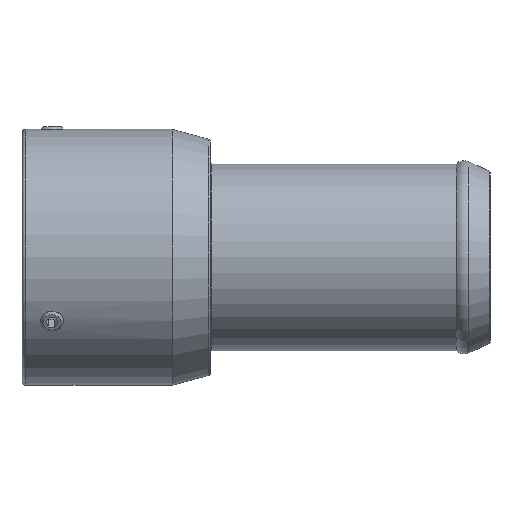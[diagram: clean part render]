
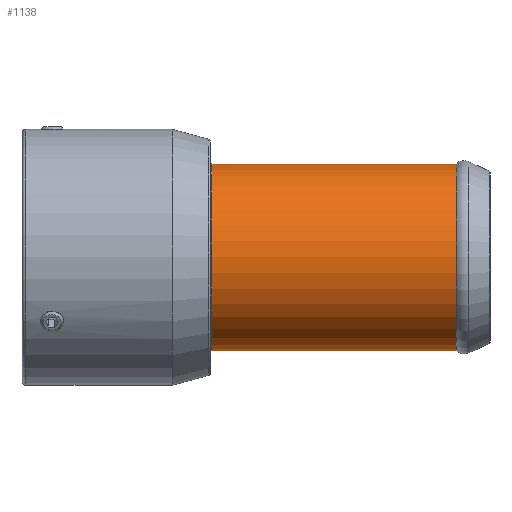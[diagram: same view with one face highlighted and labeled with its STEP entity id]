
A CAD part, top view. The second image highlights one B-rep face of the part: STEP entity #1138.
In plain terms, the highlighted cylindrical face has radius 12.4 mm (diameter 24.8 mm), a full revolution.
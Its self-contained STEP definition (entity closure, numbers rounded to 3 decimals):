
#153=LINE('',#2184,#213);
#213=VECTOR('',#1597,12.4);
#225=CYLINDRICAL_SURFACE('',#1284,12.4);
#281=FACE_OUTER_BOUND('',#351,.T.);
#351=EDGE_LOOP('',(#997,#998,#999,#1000,#1001,#1002,#1003));
#376=CIRCLE('',#1221,12.4);
#377=CIRCLE('',#1222,12.4);
#419=CIRCLE('',#1280,12.4);
#421=CIRCLE('',#1282,12.4);
#422=CIRCLE('',#1283,12.4);
#497=VERTEX_POINT('',#2071);
#498=VERTEX_POINT('',#2073);
#535=VERTEX_POINT('',#2176);
#536=VERTEX_POINT('',#2177);
#537=VERTEX_POINT('',#2180);
#641=EDGE_CURVE('',#498,#497,#376,.T.);
#642=EDGE_CURVE('',#497,#498,#377,.T.);
#691=EDGE_CURVE('',#535,#536,#419,.T.);
#693=EDGE_CURVE('',#536,#537,#421,.T.);
#694=EDGE_CURVE('',#537,#535,#422,.T.);
#695=EDGE_CURVE('',#537,#497,#153,.T.);
#997=ORIENTED_EDGE('',*,*,#691,.F.);
#998=ORIENTED_EDGE('',*,*,#694,.F.);
#999=ORIENTED_EDGE('',*,*,#695,.T.);
#1000=ORIENTED_EDGE('',*,*,#642,.T.);
#1001=ORIENTED_EDGE('',*,*,#641,.T.);
#1002=ORIENTED_EDGE('',*,*,#695,.F.);
#1003=ORIENTED_EDGE('',*,*,#693,.F.);
#1138=ADVANCED_FACE('',(#281),#225,.T.);
#1221=AXIS2_PLACEMENT_3D('',#2074,#1462,#1463);
#1222=AXIS2_PLACEMENT_3D('',#2075,#1464,#1465);
#1280=AXIS2_PLACEMENT_3D('',#2178,#1587,#1588);
#1282=AXIS2_PLACEMENT_3D('',#2181,#1591,#1592);
#1283=AXIS2_PLACEMENT_3D('',#2182,#1593,#1594);
#1284=AXIS2_PLACEMENT_3D('',#2183,#1595,#1596);
#1462=DIRECTION('center_axis',(-1.,0.,0.));
#1463=DIRECTION('ref_axis',(0.,-0.5,0.866));
#1464=DIRECTION('center_axis',(-1.,0.,0.));
#1465=DIRECTION('ref_axis',(0.,-0.5,0.866));
#1587=DIRECTION('center_axis',(-1.,0.,0.));
#1588=DIRECTION('ref_axis',(0.,-0.866,-0.5));
#1591=DIRECTION('center_axis',(-1.,0.,0.));
#1592=DIRECTION('ref_axis',(0.,-0.866,-0.5));
#1593=DIRECTION('center_axis',(-1.,0.,0.));
#1594=DIRECTION('ref_axis',(0.,-0.866,-0.5));
#1595=DIRECTION('center_axis',(-1.,0.,0.));
#1596=DIRECTION('ref_axis',(0.,0.866,0.5));
#1597=DIRECTION('',(1.,0.,0.));
#2071=CARTESIAN_POINT('',(86.2,-10.739,-6.2));
#2073=CARTESIAN_POINT('',(86.2,10.739,6.2));
#2074=CARTESIAN_POINT('Origin',(86.2,0.,0.));
#2075=CARTESIAN_POINT('Origin',(86.2,0.,0.));
#2176=CARTESIAN_POINT('',(53.7,10.739,6.2));
#2177=CARTESIAN_POINT('',(53.7,6.2,-10.739));
#2178=CARTESIAN_POINT('Origin',(53.7,0.,0.));
#2180=CARTESIAN_POINT('',(53.7,-10.739,-6.2));
#2181=CARTESIAN_POINT('Origin',(53.7,0.,0.));
#2182=CARTESIAN_POINT('Origin',(53.7,0.,0.));
#2183=CARTESIAN_POINT('Origin',(69.85,0.,0.));
#2184=CARTESIAN_POINT('',(69.85,-10.739,-6.2));
